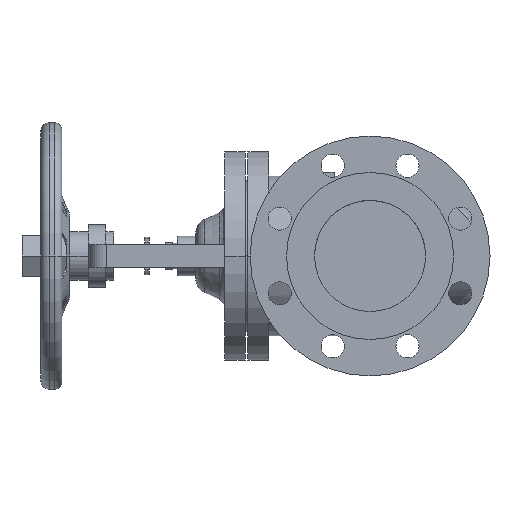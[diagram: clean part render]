
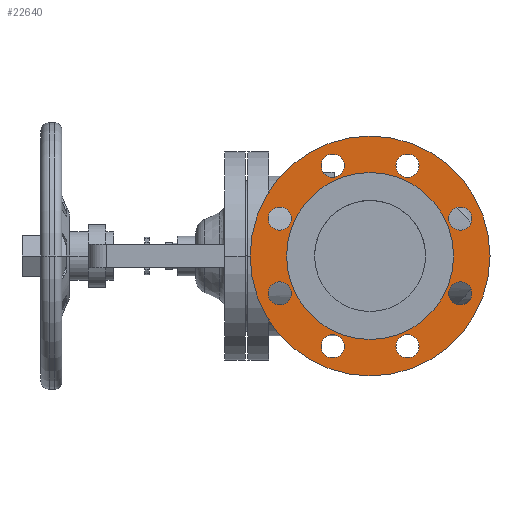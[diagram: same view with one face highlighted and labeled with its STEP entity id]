
A CAD part, left-side view. The second image highlights one B-rep face of the part: STEP entity #22640.
In plain terms, the highlighted planar face has unit normal (-1, 0, 0).
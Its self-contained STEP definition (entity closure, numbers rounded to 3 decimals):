
#11080=CARTESIAN_POINT('',(5.,0.,-135.));
#11090=VERTEX_POINT('',#11080);
#11250=CARTESIAN_POINT('',(5.,0.,135.));
#11260=VERTEX_POINT('',#11250);
#11290=CARTESIAN_POINT('',(5.,0.,0.));
#11300=DIRECTION('',(1.,0.,0.));
#11310=DIRECTION('',(0.,0.,-1.));
#11320=AXIS2_PLACEMENT_3D('',#11290,#11300,#11310);
#11330=CIRCLE('',#11320,135.);
#11340=EDGE_CURVE('',#11090,#11260,#11330,.T.);
#11570=CARTESIAN_POINT('',(5.,42.095,-88.627));
#11580=VERTEX_POINT('',#11570);
#11610=CARTESIAN_POINT('',(5.,42.095,-101.627));
#11620=DIRECTION('',(-1.,0.,0.));
#11630=DIRECTION('',(0.,0.,-1.));
#11640=AXIS2_PLACEMENT_3D('',#11610,#11620,#11630);
#11650=CIRCLE('',#11640,13.);
#11660=CARTESIAN_POINT('',(5.,42.095,-114.627));
#11670=VERTEX_POINT('',#11660);
#11680=EDGE_CURVE('',#11670,#11580,#11650,.T.);
#12060=CARTESIAN_POINT('',(5.,-42.095,-114.627));
#12070=VERTEX_POINT('',#12060);
#12230=CARTESIAN_POINT('',(5.,-42.095,-88.627));
#12240=VERTEX_POINT('',#12230);
#12270=CARTESIAN_POINT('',(5.,-42.095,-101.627));
#12280=DIRECTION('',(-1.,0.,0.));
#12290=DIRECTION('',(0.,0.,-1.));
#12300=AXIS2_PLACEMENT_3D('',#12270,#12280,#12290);
#12310=CIRCLE('',#12300,13.);
#12320=EDGE_CURVE('',#12070,#12240,#12310,.T.);
#12550=CARTESIAN_POINT('',(5.,101.627,-29.095));
#12560=VERTEX_POINT('',#12550);
#12720=CARTESIAN_POINT('',(5.,101.627,-55.095));
#12730=VERTEX_POINT('',#12720);
#12760=CARTESIAN_POINT('',(5.,101.627,-42.095));
#12770=DIRECTION('',(-1.,0.,0.));
#12780=DIRECTION('',(0.,0.,-1.));
#12790=AXIS2_PLACEMENT_3D('',#12760,#12770,#12780);
#12800=CIRCLE('',#12790,13.);
#12810=EDGE_CURVE('',#12560,#12730,#12800,.T.);
#13040=CARTESIAN_POINT('',(5.,-101.627,-29.095));
#13050=VERTEX_POINT('',#13040);
#13210=CARTESIAN_POINT('',(5.,-101.627,-55.095));
#13220=VERTEX_POINT('',#13210);
#13250=CARTESIAN_POINT('',(5.,-101.627,-42.095));
#13260=DIRECTION('',(-1.,0.,0.));
#13270=DIRECTION('',(0.,0.,-1.));
#13280=AXIS2_PLACEMENT_3D('',#13250,#13260,#13270);
#13290=CIRCLE('',#13280,13.);
#13300=EDGE_CURVE('',#13050,#13220,#13290,.T.);
#13530=CARTESIAN_POINT('',(5.,101.627,55.095));
#13540=VERTEX_POINT('',#13530);
#13700=CARTESIAN_POINT('',(5.,101.627,29.095));
#13710=VERTEX_POINT('',#13700);
#13740=CARTESIAN_POINT('',(5.,101.627,42.095));
#13750=DIRECTION('',(-1.,0.,0.));
#13760=DIRECTION('',(0.,0.,-1.));
#13770=AXIS2_PLACEMENT_3D('',#13740,#13750,#13760);
#13780=CIRCLE('',#13770,13.);
#13790=EDGE_CURVE('',#13540,#13710,#13780,.T.);
#14020=CARTESIAN_POINT('',(5.,-101.627,55.095));
#14030=VERTEX_POINT('',#14020);
#14190=CARTESIAN_POINT('',(5.,-101.627,29.095));
#14200=VERTEX_POINT('',#14190);
#14230=CARTESIAN_POINT('',(5.,-101.627,42.095));
#14240=DIRECTION('',(-1.,0.,0.));
#14250=DIRECTION('',(0.,0.,-1.));
#14260=AXIS2_PLACEMENT_3D('',#14230,#14240,#14250);
#14270=CIRCLE('',#14260,13.);
#14280=EDGE_CURVE('',#14030,#14200,#14270,.T.);
#14510=CARTESIAN_POINT('',(5.,42.095,114.627));
#14520=VERTEX_POINT('',#14510);
#14550=CARTESIAN_POINT('',(5.,42.095,101.627));
#14560=DIRECTION('',(-1.,0.,0.));
#14570=DIRECTION('',(0.,0.,-1.));
#14580=AXIS2_PLACEMENT_3D('',#14550,#14560,#14570);
#14590=CIRCLE('',#14580,13.);
#14600=CARTESIAN_POINT('',(5.,42.095,88.627));
#14610=VERTEX_POINT('',#14600);
#14620=EDGE_CURVE('',#14610,#14520,#14590,.T.);
#15000=CARTESIAN_POINT('',(5.,-42.095,114.627));
#15010=VERTEX_POINT('',#15000);
#15170=CARTESIAN_POINT('',(5.,-42.095,88.627));
#15180=VERTEX_POINT('',#15170);
#15210=CARTESIAN_POINT('',(5.,-42.095,101.627));
#15220=DIRECTION('',(-1.,0.,0.));
#15230=DIRECTION('',(0.,0.,-1.));
#15240=AXIS2_PLACEMENT_3D('',#15210,#15220,#15230);
#15250=CIRCLE('',#15240,13.);
#15260=EDGE_CURVE('',#15010,#15180,#15250,.T.);
#15490=CARTESIAN_POINT('',(5.,-94.,0.));
#15500=VERTEX_POINT('',#15490);
#15530=CARTESIAN_POINT('',(5.,0.,0.));
#15540=DIRECTION('',(-1.,0.,0.));
#15550=DIRECTION('',(0.,1.,0.));
#15560=AXIS2_PLACEMENT_3D('',#15530,#15540,#15550);
#15570=CIRCLE('',#15560,94.);
#15580=CARTESIAN_POINT('',(5.,94.,0.));
#15590=VERTEX_POINT('',#15580);
#15600=EDGE_CURVE('',#15590,#15500,#15570,.T.);
#22090=CARTESIAN_POINT('',(5.,114.5,0.));
#22100=DIRECTION('',(1.,0.,0.));
#22110=DIRECTION('',(0.,-1.,0.));
#22120=AXIS2_PLACEMENT_3D('',#22090,#22100,#22110);
#22130=PLANE('',#22120);
#22140=ORIENTED_EDGE('',*,*,#15600,.F.);
#22150=EDGE_CURVE('',#15500,#15590,#15570,.T.);
#22160=ORIENTED_EDGE('',*,*,#22150,.F.);
#22170=EDGE_LOOP('',(#22160,#22140));
#22180=FACE_BOUND('',#22170,.T.);
#22190=EDGE_CURVE('',#11260,#11090,#11330,.T.);
#22200=ORIENTED_EDGE('',*,*,#22190,.F.);
#22210=ORIENTED_EDGE('',*,*,#11340,.F.);
#22220=EDGE_LOOP('',(#22210,#22200));
#22230=FACE_OUTER_BOUND('',#22220,.T.);
#22240=ORIENTED_EDGE('',*,*,#11680,.F.);
#22250=EDGE_CURVE('',#11580,#11670,#11650,.T.);
#22260=ORIENTED_EDGE('',*,*,#22250,.F.);
#22270=EDGE_LOOP('',(#22260,#22240));
#22280=FACE_BOUND('',#22270,.T.);
#22290=EDGE_CURVE('',#12240,#12070,#12310,.T.);
#22300=ORIENTED_EDGE('',*,*,#22290,.F.);
#22310=ORIENTED_EDGE('',*,*,#12320,.F.);
#22320=EDGE_LOOP('',(#22310,#22300));
#22330=FACE_BOUND('',#22320,.T.);
#22340=EDGE_CURVE('',#12730,#12560,#12800,.T.);
#22350=ORIENTED_EDGE('',*,*,#22340,.F.);
#22360=ORIENTED_EDGE('',*,*,#12810,.F.);
#22370=EDGE_LOOP('',(#22360,#22350));
#22380=FACE_BOUND('',#22370,.T.);
#22390=EDGE_CURVE('',#13220,#13050,#13290,.T.);
#22400=ORIENTED_EDGE('',*,*,#22390,.F.);
#22410=ORIENTED_EDGE('',*,*,#13300,.F.);
#22420=EDGE_LOOP('',(#22410,#22400));
#22430=FACE_BOUND('',#22420,.T.);
#22440=EDGE_CURVE('',#13710,#13540,#13780,.T.);
#22450=ORIENTED_EDGE('',*,*,#22440,.F.);
#22460=ORIENTED_EDGE('',*,*,#13790,.F.);
#22470=EDGE_LOOP('',(#22460,#22450));
#22480=FACE_BOUND('',#22470,.T.);
#22490=EDGE_CURVE('',#14200,#14030,#14270,.T.);
#22500=ORIENTED_EDGE('',*,*,#22490,.F.);
#22510=ORIENTED_EDGE('',*,*,#14280,.F.);
#22520=EDGE_LOOP('',(#22510,#22500));
#22530=FACE_BOUND('',#22520,.T.);
#22540=ORIENTED_EDGE('',*,*,#14620,.F.);
#22550=EDGE_CURVE('',#14520,#14610,#14590,.T.);
#22560=ORIENTED_EDGE('',*,*,#22550,.F.);
#22570=EDGE_LOOP('',(#22560,#22540));
#22580=FACE_BOUND('',#22570,.T.);
#22590=EDGE_CURVE('',#15180,#15010,#15250,.T.);
#22600=ORIENTED_EDGE('',*,*,#22590,.F.);
#22610=ORIENTED_EDGE('',*,*,#15260,.F.);
#22620=EDGE_LOOP('',(#22610,#22600));
#22630=FACE_BOUND('',#22620,.T.);
#22640=ADVANCED_FACE('',(#22180,#22230,#22280,#22330,#22380,#22430,
#22480,#22530,#22580,#22630),#22130,.F.);
